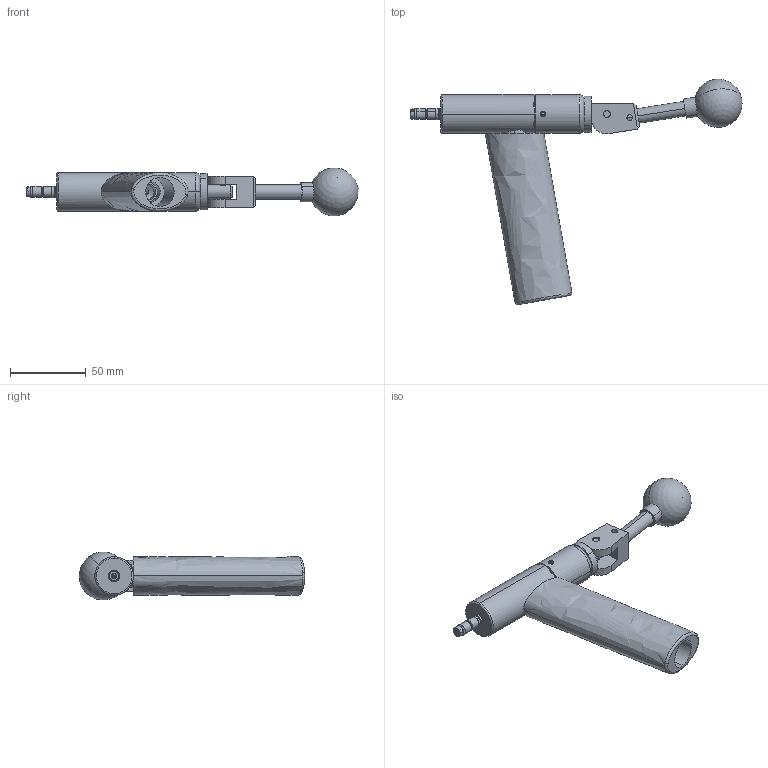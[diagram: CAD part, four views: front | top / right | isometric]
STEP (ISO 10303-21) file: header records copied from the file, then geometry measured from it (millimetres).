
FILE_DESCRIPTION (( 'STEP AP214' ), '1' );
FILE_NAME ('CTSC-003413.STEP', '2025-06-03T18:14:58', ( '' ), ( '' ), 'SwSTEP 2.0', 'SolidWorks 2023', '' );
FILE_SCHEMA (( 'AUTOMOTIVE_DESIGN' ));
Length unit declared in the file: inch
Products named in the file (1): CTSC-003413
Bounding box: 219.06 x 148.69 x 31.61 mm (x, y, z)
Volume: 149283.6 mm3; surface area: 46742.9 mm2
Topology: 12 solids, 12 shells, 293 faces, 690 edges, 432 vertices
Faces by surface type: cylinder 127, plane 100, cone 44, torus 13, bspline 7, sphere 2
Entity records: 13960 total; most frequent: CARTESIAN_POINT 3607, DIRECTION 1411, ORIENTED_EDGE 1350, EDGE_CURVE 675, AXIS2_PLACEMENT_3D 582, VERTEX_POINT 425, EDGE_LOOP 334, CIRCLE 296
